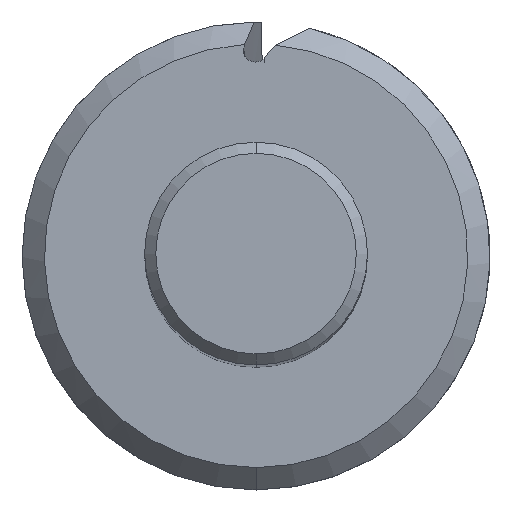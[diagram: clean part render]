
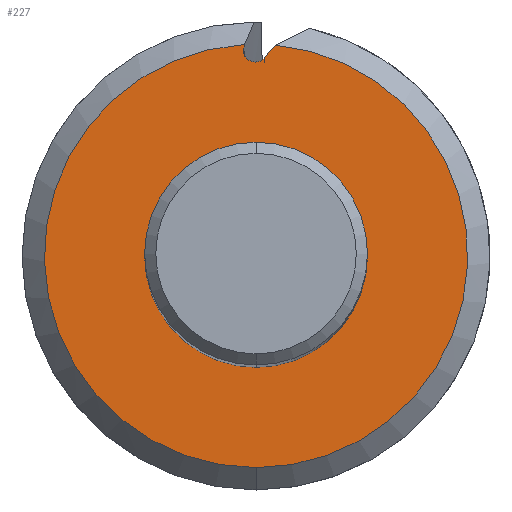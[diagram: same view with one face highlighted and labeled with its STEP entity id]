
A CAD part, top view. The second image highlights one B-rep face of the part: STEP entity #227.
In plain terms, the highlighted planar face has unit normal (0, 0, 1).
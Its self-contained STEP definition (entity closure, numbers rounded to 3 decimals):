
#129=VERTEX_POINT('',#322);
#179=EDGE_CURVE('',#129,#203,#376,.T.);
#189=EDGE_CURVE('',#209,#277,#386,.T.);
#203=VERTEX_POINT('',#402);
#207=EDGE_CURVE('',#235,#129,#406,.T.);
#209=VERTEX_POINT('',#408);
#219=EDGE_CURVE('',#203,#277,#419,.T.);
#227=ADVANCED_FACE('',(#429),#430,.T.);
#235=VERTEX_POINT('',#439);
#251=EDGE_CURVE('',#235,#209,#456,.T.);
#277=VERTEX_POINT('',#486);
#322=CARTESIAN_POINT('',(0.368,8.885,-59.3));
#376=B_SPLINE_CURVE_WITH_KNOTS('',3,(#703,#704,#705,#706,#707,#708,#709,#710,#711,#712,#713,#714,#715,#716,#717,#718),.UNSPECIFIED.,.F.,.F.,(4,2,2,2,2,2,2,4),(0.0,0.205,0.41,0.615,0.82,1.025,1.202,1.379),.UNSPECIFIED.);
#386=CIRCLE('',#732,9.5);
#402=CARTESIAN_POINT('',(-0.547,9.324,-59.3));
#406=B_SPLINE_CURVE_WITH_KNOTS('',3,(#761,#762,#763,#764),.UNSPECIFIED.,.F.,.F.,(4,4),(0.0,0.881),.UNSPECIFIED.);
#408=CARTESIAN_POINT('',(0.,-9.5,-59.3));
#419=B_SPLINE_CURVE_WITH_KNOTS('',3,(#782,#783,#784,#785),.UNSPECIFIED.,.F.,.F.,(4,4),(0.0,0.229),.UNSPECIFIED.);
#429=FACE_OUTER_BOUND('',#795,.T.);
#430=PLANE('',#796);
#439=CARTESIAN_POINT('',(0.867,9.46,-59.3));
#456=CIRCLE('',#835,9.5);
#486=CARTESIAN_POINT('',(-0.517,9.486,-59.3));
#703=CARTESIAN_POINT('',(0.368,8.885,-59.3));
#704=CARTESIAN_POINT('',(0.323,8.833,-59.3));
#705=CARTESIAN_POINT('',(0.269,8.79,-59.3));
#706=CARTESIAN_POINT('',(0.147,8.728,-59.3));
#707=CARTESIAN_POINT('',(0.081,8.709,-59.3));
#708=CARTESIAN_POINT('',(-0.055,8.698,-59.3));
#709=CARTESIAN_POINT('',(-0.124,8.706,-59.3));
#710=CARTESIAN_POINT('',(-0.254,8.747,-59.3));
#711=CARTESIAN_POINT('',(-0.315,8.78,-59.3));
#712=CARTESIAN_POINT('',(-0.42,8.868,-59.3));
#713=CARTESIAN_POINT('',(-0.463,8.921,-59.3));
#714=CARTESIAN_POINT('',(-0.522,9.034,-59.3));
#715=CARTESIAN_POINT('',(-0.541,9.09,-59.3));
#716=CARTESIAN_POINT('',(-0.559,9.207,-59.3));
#717=CARTESIAN_POINT('',(-0.557,9.266,-59.3));
#718=CARTESIAN_POINT('',(-0.547,9.324,-59.3));
#732=AXIS2_PLACEMENT_3D('',#1018,#1019,#1020);
#761=CARTESIAN_POINT('',(0.945,9.55,-59.3));
#762=CARTESIAN_POINT('',(0.753,9.328,-59.3));
#763=CARTESIAN_POINT('',(0.56,9.107,-59.3));
#764=CARTESIAN_POINT('',(0.368,8.885,-59.3));
#782=CARTESIAN_POINT('',(-0.547,9.324,-59.3));
#783=CARTESIAN_POINT('',(-0.533,9.4,-59.3));
#784=CARTESIAN_POINT('',(-0.519,9.475,-59.3));
#785=CARTESIAN_POINT('',(-0.506,9.55,-59.3));
#795=EDGE_LOOP('',(#1070,#1071,#1072,#1073,#1074));
#796=AXIS2_PLACEMENT_3D('',#1075,#1076,#1077);
#835=AXIS2_PLACEMENT_3D('',#1102,#1103,#1104);
#1018=CARTESIAN_POINT('',(0.0,0.0,-59.3));
#1019=DIRECTION('',(0.0,0.0,-1.0));
#1020=DIRECTION('',(0.0,1.0,0.0));
#1070=ORIENTED_EDGE('',*,*,#207,.T.);
#1071=ORIENTED_EDGE('',*,*,#179,.T.);
#1072=ORIENTED_EDGE('',*,*,#219,.T.);
#1073=ORIENTED_EDGE('',*,*,#189,.F.);
#1074=ORIENTED_EDGE('',*,*,#251,.F.);
#1075=CARTESIAN_POINT('',(0.0,4.75,-59.3));
#1076=DIRECTION('',(0.0,0.0,1.0));
#1077=DIRECTION('',(0.0,-1.0,0.0));
#1102=CARTESIAN_POINT('',(0.0,0.0,-59.3));
#1103=DIRECTION('',(0.0,0.0,-1.0));
#1104=DIRECTION('',(0.0,1.0,0.0));
